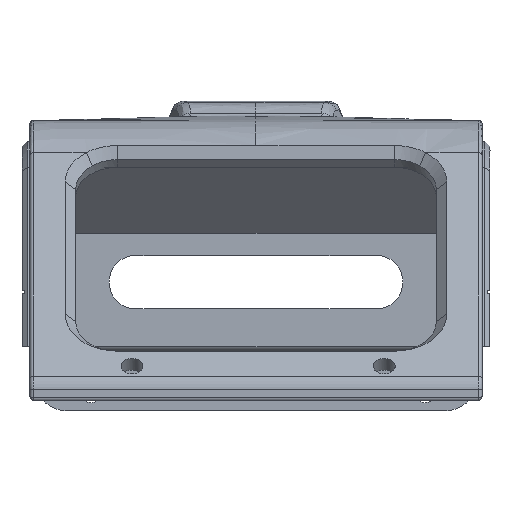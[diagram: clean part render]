
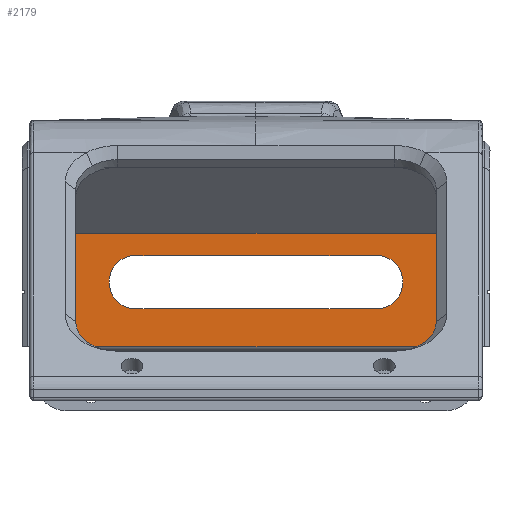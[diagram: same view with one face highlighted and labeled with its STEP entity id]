
A CAD part, front view. The second image highlights one B-rep face of the part: STEP entity #2179.
In plain terms, the highlighted planar face has unit normal (0, -1, 0).
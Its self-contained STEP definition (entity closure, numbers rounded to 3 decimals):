
#652=CARTESIAN_POINT('',(139.7,29.995,53.553));
#653=VERTEX_POINT('',#652);
#660=CARTESIAN_POINT('',(61.058,29.995,53.553));
#661=VERTEX_POINT('',#660);
#662=CARTESIAN_POINT('',(61.058,29.995,53.553));
#663=DIRECTION('',(1.,0.,0.));
#664=VECTOR('',#663,78.642);
#665=LINE('',#662,#664);
#666=EDGE_CURVE('',#661,#653,#665,.T.);
#2063=CARTESIAN_POINT('',(150.679,29.995,75.204));
#2064=DIRECTION('',(0.,-1.,-0.));
#2065=DIRECTION('',(1.,0.,0.));
#2066=AXIS2_PLACEMENT_3D('',#2063,#2064,#2065);
#2067=PLANE('',#2066);
#2068=CARTESIAN_POINT('',(61.058,29.995,75.228));
#2069=VERTEX_POINT('',#2068);
#2070=CARTESIAN_POINT('',(61.058,29.995,53.553));
#2071=DIRECTION('',(0.,-0.,1.));
#2072=VECTOR('',#2071,21.676);
#2073=LINE('',#2070,#2072);
#2074=EDGE_CURVE('',#661,#2069,#2073,.T.);
#2075=ORIENTED_EDGE('',*,*,#2074,.F.);
#2076=ORIENTED_EDGE('',*,*,#666,.T.);
#2077=CARTESIAN_POINT('',(139.7,29.995,75.228));
#2078=VERTEX_POINT('',#2077);
#2079=CARTESIAN_POINT('',(139.7,29.995,53.553));
#2080=DIRECTION('',(0.,-0.,1.));
#2081=VECTOR('',#2080,21.676);
#2082=LINE('',#2079,#2081);
#2083=EDGE_CURVE('',#653,#2078,#2082,.T.);
#2084=ORIENTED_EDGE('',*,*,#2083,.T.);
#2085=CARTESIAN_POINT('',(61.058,29.995,75.228));
#2086=DIRECTION('',(1.,0.,0.));
#2087=VECTOR('',#2086,78.642);
#2088=LINE('',#2085,#2087);
#2089=EDGE_CURVE('',#2069,#2078,#2088,.T.);
#2090=ORIENTED_EDGE('',*,*,#2089,.F.);
#2091=EDGE_LOOP('',(#2075,#2076,#2084,#2090));
#2092=FACE_BOUND('',#2091,.T.);
#2093=CARTESIAN_POINT('',(123.558,29.995,60.822));
#2094=VERTEX_POINT('',#2093);
#2095=CARTESIAN_POINT('',(100.359,29.995,60.822));
#2096=VERTEX_POINT('',#2095);
#2097=CARTESIAN_POINT('',(123.558,29.995,60.822));
#2098=DIRECTION('',(-1.,0.,-0.));
#2099=VECTOR('',#2098,23.199);
#2100=LINE('',#2097,#2099);
#2101=EDGE_CURVE('',#2094,#2096,#2100,.T.);
#2102=ORIENTED_EDGE('',*,*,#2101,.T.);
#2103=CARTESIAN_POINT('',(77.2,29.995,60.822));
#2104=VERTEX_POINT('',#2103);
#2105=CARTESIAN_POINT('',(77.2,29.995,60.822));
#2106=DIRECTION('',(1.,0.,0.));
#2107=VECTOR('',#2106,23.159);
#2108=LINE('',#2105,#2107);
#2109=EDGE_CURVE('',#2104,#2096,#2108,.T.);
#2110=ORIENTED_EDGE('',*,*,#2109,.F.);
#2111=CARTESIAN_POINT('',(72.3,29.995,65.722));
#2112=VERTEX_POINT('',#2111);
#2113=CARTESIAN_POINT('',(77.2,29.995,65.722));
#2114=DIRECTION('',(0.,-1.,-0.));
#2115=DIRECTION('',(-1.,0.,0.));
#2116=AXIS2_PLACEMENT_3D('',#2113,#2114,#2115);
#2117=CIRCLE('',#2116,4.9);
#2118=EDGE_CURVE('',#2112,#2104,#2117,.T.);
#2119=ORIENTED_EDGE('',*,*,#2118,.F.);
#2120=CARTESIAN_POINT('',(72.3,29.995,66.1));
#2121=VERTEX_POINT('',#2120);
#2122=CARTESIAN_POINT('',(72.3,29.995,66.1));
#2123=DIRECTION('',(0.,-0.,-1.));
#2124=VECTOR('',#2123,0.378);
#2125=LINE('',#2122,#2124);
#2126=EDGE_CURVE('',#2121,#2112,#2125,.T.);
#2127=ORIENTED_EDGE('',*,*,#2126,.F.);
#2128=CARTESIAN_POINT('',(77.2,29.995,71.));
#2129=VERTEX_POINT('',#2128);
#2130=CARTESIAN_POINT('',(77.2,29.995,66.1));
#2131=DIRECTION('',(0.,-1.,-0.));
#2132=DIRECTION('',(-1.,0.,0.));
#2133=AXIS2_PLACEMENT_3D('',#2130,#2131,#2132);
#2134=CIRCLE('',#2133,4.9);
#2135=EDGE_CURVE('',#2129,#2121,#2134,.T.);
#2136=ORIENTED_EDGE('',*,*,#2135,.F.);
#2137=CARTESIAN_POINT('',(100.359,29.995,71.));
#2138=VERTEX_POINT('',#2137);
#2139=CARTESIAN_POINT('',(100.359,29.995,71.));
#2140=DIRECTION('',(-1.,0.,0.));
#2141=VECTOR('',#2140,23.159);
#2142=LINE('',#2139,#2141);
#2143=EDGE_CURVE('',#2138,#2129,#2142,.T.);
#2144=ORIENTED_EDGE('',*,*,#2143,.F.);
#2145=CARTESIAN_POINT('',(123.558,29.995,71.));
#2146=VERTEX_POINT('',#2145);
#2147=CARTESIAN_POINT('',(100.359,29.995,71.));
#2148=DIRECTION('',(1.,0.,0.));
#2149=VECTOR('',#2148,23.199);
#2150=LINE('',#2147,#2149);
#2151=EDGE_CURVE('',#2138,#2146,#2150,.T.);
#2152=ORIENTED_EDGE('',*,*,#2151,.T.);
#2153=CARTESIAN_POINT('',(128.458,29.995,66.1));
#2154=VERTEX_POINT('',#2153);
#2155=CARTESIAN_POINT('',(123.558,29.995,66.1));
#2156=DIRECTION('',(0.,1.,0.));
#2157=DIRECTION('',(1.,0.,0.));
#2158=AXIS2_PLACEMENT_3D('',#2155,#2156,#2157);
#2159=CIRCLE('',#2158,4.9);
#2160=EDGE_CURVE('',#2146,#2154,#2159,.T.);
#2161=ORIENTED_EDGE('',*,*,#2160,.T.);
#2162=CARTESIAN_POINT('',(128.458,29.995,65.722));
#2163=VERTEX_POINT('',#2162);
#2164=CARTESIAN_POINT('',(128.458,29.995,66.1));
#2165=DIRECTION('',(-0.,0.,-1.));
#2166=VECTOR('',#2165,0.378);
#2167=LINE('',#2164,#2166);
#2168=EDGE_CURVE('',#2154,#2163,#2167,.T.);
#2169=ORIENTED_EDGE('',*,*,#2168,.T.);
#2170=CARTESIAN_POINT('',(123.558,29.995,65.722));
#2171=DIRECTION('',(0.,1.,0.));
#2172=DIRECTION('',(1.,0.,0.));
#2173=AXIS2_PLACEMENT_3D('',#2170,#2171,#2172);
#2174=CIRCLE('',#2173,4.9);
#2175=EDGE_CURVE('',#2163,#2094,#2174,.T.);
#2176=ORIENTED_EDGE('',*,*,#2175,.T.);
#2177=EDGE_LOOP('',(#2102,#2110,#2119,#2127,#2136,#2144,#2152,#2161,#2169,#2176));
#2178=FACE_BOUND('',#2177,.T.);
#2179=ADVANCED_FACE('',(#2092,#2178),#2067,.T.);
